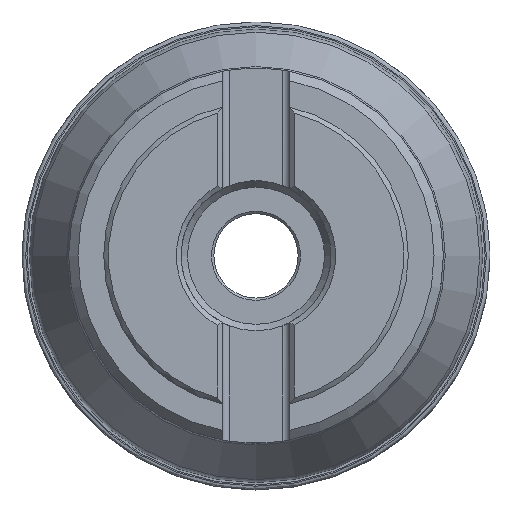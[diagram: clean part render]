
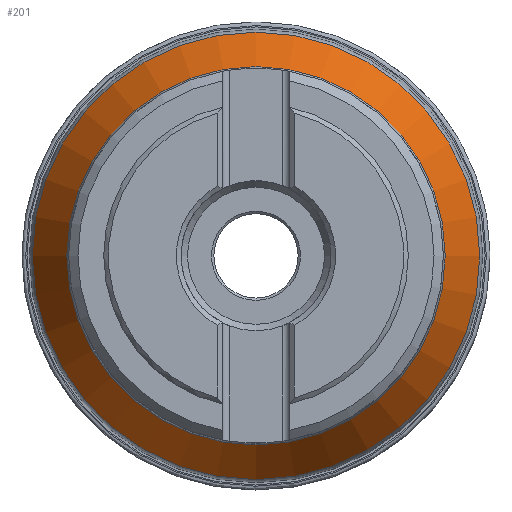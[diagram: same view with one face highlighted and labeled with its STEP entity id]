
A CAD part, top view. The second image highlights one B-rep face of the part: STEP entity #201.
In plain terms, the highlighted conical face has half-angle 29.249 degrees and reference radius 40 mm.
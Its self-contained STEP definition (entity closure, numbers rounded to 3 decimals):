
#48=CONICAL_SURFACE('',#956,40.,29.249);
#201=ADVANCED_FACE('',(#343,#344),#48,.T.);
#343=FACE_BOUND('',#424,.T.);
#344=FACE_BOUND('',#425,.T.);
#424=EDGE_LOOP('',(#550));
#425=EDGE_LOOP('',(#551));
#550=ORIENTED_EDGE('',*,*,#811,.T.);
#551=ORIENTED_EDGE('',*,*,#812,.T.);
#732=VERTEX_POINT('',#1764);
#733=VERTEX_POINT('',#1766);
#811=EDGE_CURVE('',#732,#732,#894,.T.);
#812=EDGE_CURVE('',#733,#733,#895,.T.);
#894=CIRCLE('',#954,47.763);
#895=CIRCLE('',#955,40.382);
#954=AXIS2_PLACEMENT_3D('',#1763,#1118,#1119);
#955=AXIS2_PLACEMENT_3D('',#1765,#1120,#1121);
#956=AXIS2_PLACEMENT_3D('',#1767,#1122,#1123);
#1118=DIRECTION('',(0.,0.,1.));
#1119=DIRECTION('',(-1.,0.,0.));
#1120=DIRECTION('',(0.,0.,-1.));
#1121=DIRECTION('',(1.,0.,0.));
#1122=DIRECTION('',(0.,0.,-1.));
#1123=DIRECTION('',(1.,0.,0.));
#1763=CARTESIAN_POINT('',(0.,0.,-34.862));
#1764=CARTESIAN_POINT('',(-47.763,0.,-34.862));
#1765=CARTESIAN_POINT('',(0.,0.,-21.683));
#1766=CARTESIAN_POINT('',(40.382,0.,-21.683));
#1767=CARTESIAN_POINT('',(0.,0.,-21.));
